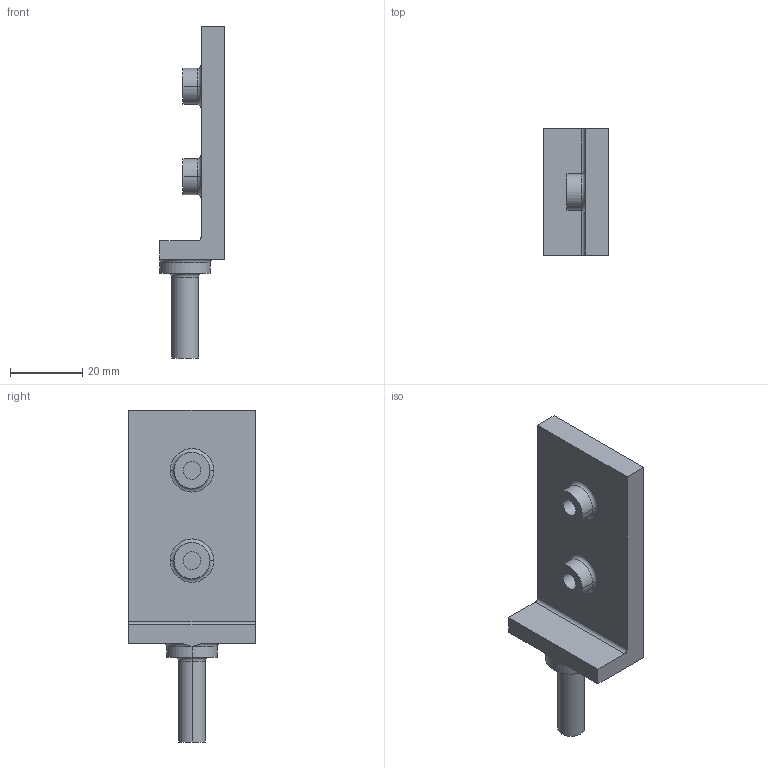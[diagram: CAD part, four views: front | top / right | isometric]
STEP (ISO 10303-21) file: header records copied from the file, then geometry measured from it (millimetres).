
FILE_DESCRIPTION(('CATIA V5 STEP Exchange'),'2;1');
FILE_NAME('Pivot porte de douche.stp','2019-11-01T18:52:50+00:00',('none'),('none'),'CATIA Version 5 Release 19 GA (IN-10)','CATIA V5 STEP AP203','none');
FILE_SCHEMA(('CONFIG_CONTROL_DESIGN'));
Length unit declared in the file: millimetre
Products named in the file (1): Pivot - porte douche
Bounding box: 17.8 x 35 x 91.9 mm (x, y, z)
Volume: 18506.7 mm3; surface area: 7976.7 mm2
Topology: 1 solids, 1 shells, 35 faces, 75 edges, 47 vertices
Faces by surface type: plane 14, cylinder 13, torus 8
Entity records: 943 total; most frequent: CARTESIAN_POINT 178, ORIENTED_EDGE 150, DIRECTION 127, EDGE_CURVE 75, AXIS2_PLACEMENT_3D 69, VERTEX_POINT 47, CIRCLE 41, EDGE_LOOP 40
